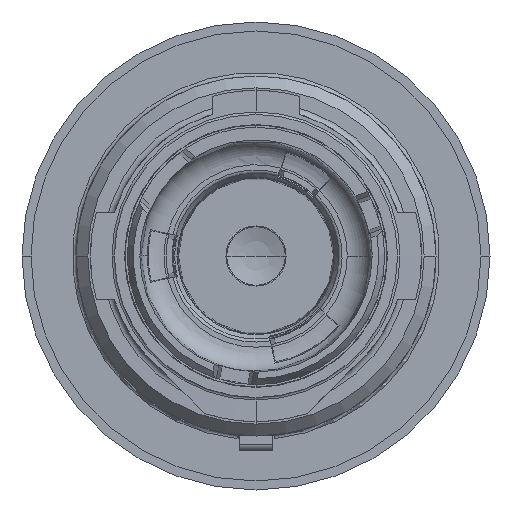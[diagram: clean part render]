
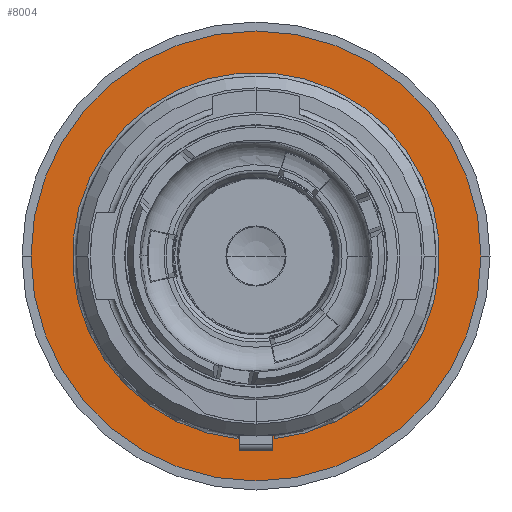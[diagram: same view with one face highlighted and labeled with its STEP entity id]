
A CAD part, front view. The second image highlights one B-rep face of the part: STEP entity #8004.
In plain terms, the highlighted planar face has unit normal (0, -1, 0).
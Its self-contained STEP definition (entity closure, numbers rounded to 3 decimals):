
#2857=CARTESIAN_POINT('',(0.,20.15,0.));
#2858=DIRECTION('',(0.,1.,0.));
#2859=DIRECTION('',(-0.098,0.,-0.995));
#2860=AXIS2_PLACEMENT_3D('',#2857,#2858,#2859);
#3010=CARTESIAN_POINT('',(0.,20.15,0.));
#3011=DIRECTION('',(0.,-1.,0.));
#3012=DIRECTION('',(0.093,0.,-0.996));
#3013=AXIS2_PLACEMENT_3D('',#3010,#3011,#3012);
#3018=DIRECTION('',(0.,0.,-1.));
#3019=VECTOR('',#3018,0.301);
#3020=CARTESIAN_POINT('',(1.5,20.15,-14.925));
#3021=LINE('',#3020,#3019);
#3025=DIRECTION('',(0.,0.,-1.));
#3026=VECTOR('',#3025,0.301);
#3027=CARTESIAN_POINT('',(-1.5,20.15,-14.925));
#3028=LINE('',#3027,#3026);
#3032=CARTESIAN_POINT('',(0.,20.15,0.));
#3033=DIRECTION('',(0.,-1.,0.));
#3034=DIRECTION('',(-0.1,0.,-0.995));
#3035=AXIS2_PLACEMENT_3D('',#3032,#3033,#3034);
#3047=CARTESIAN_POINT('',(0.,20.15,0.));
#3048=DIRECTION('',(0.,1.,0.));
#3049=DIRECTION('',(0.,0.,-1.));
#3050=AXIS2_PLACEMENT_3D('',#3047,#3048,#3049);
#3062=CARTESIAN_POINT('',(0.,20.15,0.));
#3063=DIRECTION('',(0.,-1.,0.));
#3064=DIRECTION('',(0.,0.,-1.));
#3065=AXIS2_PLACEMENT_3D('',#3062,#3063,#3064);
#3202=DIRECTION('',(0.,0.,1.));
#3203=VECTOR('',#3202,0.765);
#3204=CARTESIAN_POINT('',(-1.4,20.15,-15.7));
#3205=LINE('',#3204,#3203);
#3265=DIRECTION('',(0.,0.,-1.));
#3266=VECTOR('',#3265,0.765);
#3267=CARTESIAN_POINT('',(1.4,20.15,-14.935));
#3268=LINE('',#3267,#3266);
#3321=DIRECTION('',(-1.,0.,0.));
#3322=VECTOR('',#3321,2.8);
#3323=CARTESIAN_POINT('',(1.4,20.15,-15.7));
#3324=LINE('',#3323,#3322);
#5700=CARTESIAN_POINT('',(0.,20.15,18.75));
#5702=VERTEX_POINT('',#5700);
#5704=CARTESIAN_POINT('',(0.,20.15,-18.75));
#5706=VERTEX_POINT('',#5704);
#5714=CARTESIAN_POINT('',(1.5,20.15,-14.925));
#5716=VERTEX_POINT('',#5714);
#5718=CARTESIAN_POINT('',(-1.5,20.15,-14.925));
#5720=VERTEX_POINT('',#5718);
#5733=CARTESIAN_POINT('',(1.5,20.15,-15.226));
#5734=VERTEX_POINT('',#5733);
#5737=CARTESIAN_POINT('',(-1.5,20.15,-15.226));
#5738=VERTEX_POINT('',#5737);
#5739=CARTESIAN_POINT('',(1.4,20.15,-14.935));
#5740=CARTESIAN_POINT('',(1.4,20.15,-15.7));
#5741=VERTEX_POINT('',#5739);
#5742=VERTEX_POINT('',#5740);
#5745=CARTESIAN_POINT('',(-1.4,20.15,-15.7));
#5746=CARTESIAN_POINT('',(-1.4,20.15,-14.935));
#5747=VERTEX_POINT('',#5745);
#5748=VERTEX_POINT('',#5746);
#7978=CARTESIAN_POINT('',(0.,20.15,0.));
#7979=DIRECTION('',(0.,1.,0.));
#7980=DIRECTION('',(0.,0.,1.));
#7981=AXIS2_PLACEMENT_3D('',#7978,#7979,#7980);
#7982=PLANE('',#7981);
#7984=ORIENTED_EDGE('',*,*,#7983,.T.);
#7986=ORIENTED_EDGE('',*,*,#7985,.F.);
#7987=EDGE_LOOP('',(#7984,#7986));
#7988=FACE_OUTER_BOUND('',#7987,.F.);
#7990=ORIENTED_EDGE('',*,*,#7989,.F.);
#7992=ORIENTED_EDGE('',*,*,#7991,.T.);
#7993=ORIENTED_EDGE('',*,*,#7967,.T.);
#7994=ORIENTED_EDGE('',*,*,#7880,.F.);
#7995=ORIENTED_EDGE('',*,*,#7900,.F.);
#7997=ORIENTED_EDGE('',*,*,#7996,.T.);
#7999=ORIENTED_EDGE('',*,*,#7998,.F.);
#8001=ORIENTED_EDGE('',*,*,#8000,.F.);
#8002=EDGE_LOOP('',(#7990,#7992,#7993,#7994,#7995,#7997,#7999,#8001));
#8003=FACE_BOUND('',#8002,.F.);
#8004=ADVANCED_FACE('',(#7988,#8003),#7982,.F.);
#2861=CIRCLE('',#2860,15.3);
#3014=CIRCLE('',#3013,15.);
#3036=CIRCLE('',#3035,15.);
#3051=CIRCLE('',#3050,18.75);
#3066=CIRCLE('',#3065,18.75);
#7880=EDGE_CURVE('',#5738,#5734,#2861,.T.);
#7900=EDGE_CURVE('',#5720,#5738,#3028,.T.);
#7967=EDGE_CURVE('',#5716,#5734,#3021,.T.);
#7983=EDGE_CURVE('',#5706,#5702,#3051,.T.);
#7985=EDGE_CURVE('',#5706,#5702,#3066,.T.);
#7989=EDGE_CURVE('',#5741,#5742,#3268,.T.);
#7991=EDGE_CURVE('',#5741,#5716,#3014,.T.);
#7996=EDGE_CURVE('',#5720,#5748,#3036,.T.);
#7998=EDGE_CURVE('',#5747,#5748,#3205,.T.);
#8000=EDGE_CURVE('',#5742,#5747,#3324,.T.);
